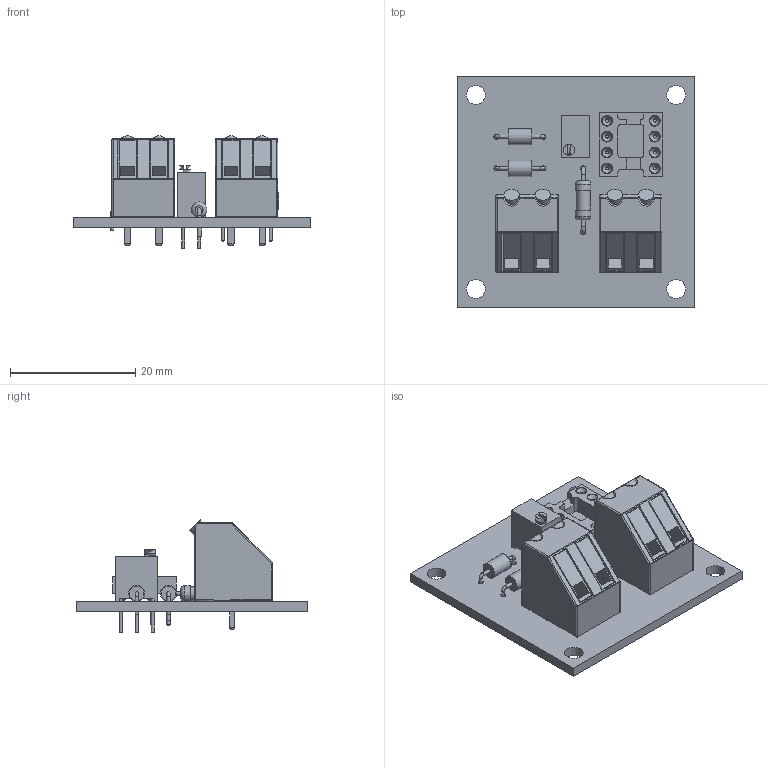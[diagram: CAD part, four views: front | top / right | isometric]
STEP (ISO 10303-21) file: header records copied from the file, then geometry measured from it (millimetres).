
FILE_DESCRIPTION(('FreeCAD Model'),'2;1');
FILE_NAME('Open CASCADE Shape Model','2021-06-17T08:18:56',('Author'),( ''),'Open CASCADE STEP processor 7.5','FreeCAD','Unknown');
FILE_SCHEMA(('AUTOMOTIVE_DESIGN { 1 0 10303 214 1 1 1 1 }'));
Length unit declared in the file: millimetre
Products named in the file (1): inyector-audio001
Bounding box: 38 x 37 x 17.92 mm (x, y, z)
Volume: 2673.8 mm3; surface area: 6813.1 mm2
Topology: 10 solids, 12 shells, 460 faces, 1039 edges, 640 vertices
Faces by surface type: plane 240, cylinder 160, cone 24, torus 16, bspline 16, revolution 4
Full cylindrical faces by diameter (mm): 0.46 x2, 0.5 x8, 0.508 x16, 0.6 x4, 0.8 x14, 0.9 x3, 1.32 x4, 1.524 x8, 1.724 x8, 2.16 x4, 2.25 x1, 2.34 x4, 2.5 x2, 2.6 x2, 3 x4
Entity records: 15219 total; most frequent: CARTESIAN_POINT 4792, DIRECTION 2178, ORIENTED_EDGE 2044, EDGE_CURVE 1022, AXIS2_PLACEMENT_3D 787, VERTEX_POINT 639, LINE 600, VECTOR 600
